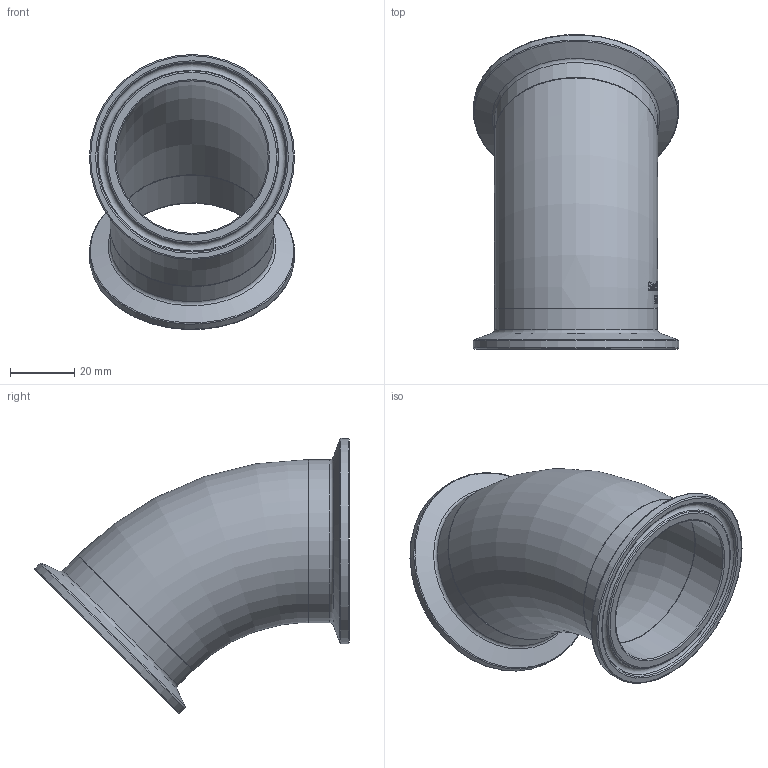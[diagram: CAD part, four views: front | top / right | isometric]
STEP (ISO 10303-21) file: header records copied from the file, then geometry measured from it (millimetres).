
FILE_DESCRIPTION(/* description */ (''),/* implementation_level */ '2;1');
FILE_NAME(/* name */ 'S2KMP-2.stp',/* time_stamp */ '2018-11-27T13:41:33-05:00',/* author */ ('ken'),/* organization */ (''),/* preprocessor_version */ 'ST-DEVELOPER v15.2',/* originating_system */ 'Autodesk Inventor 2014',/* authorisation */ '');
FILE_SCHEMA (('AUTOMOTIVE_DESIGN { 1 0 10303 214 3 1 1 }'));
Length unit declared in the file: inch
Products named in the file (1): S2KMP-2
Bounding box: 63.91 x 97.95 x 85.64 mm (x, y, z)
Volume: 29944.7 mm3; surface area: 31689.6 mm2
Topology: 1 solids, 1 shells, 368 faces, 966 edges, 636 vertices
Faces by surface type: bspline 165, plane 141, torus 50, cylinder 6, cone 6
Full cylindrical faces by diameter (mm): 47.498 x2, 50.8 x2, 63.906 x2
Entity records: 14409 total; most frequent: CARTESIAN_POINT 6990, ORIENTED_EDGE 1868, EDGE_CURVE 934, DIRECTION 786, VERTEX_POINT 636, B_SPLINE_CURVE_WITH_KNOTS 596, EDGE_LOOP 438, ADVANCED_FACE 368
